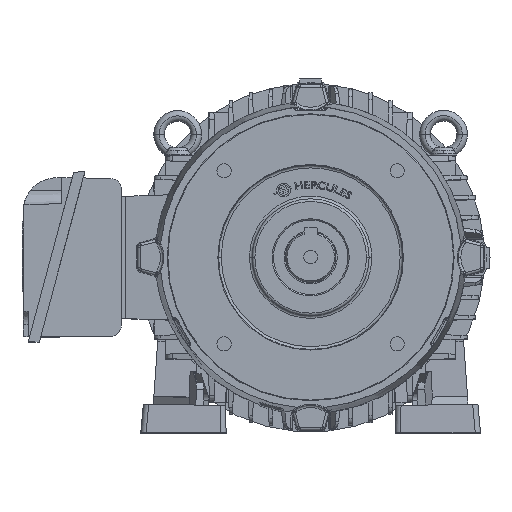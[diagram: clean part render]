
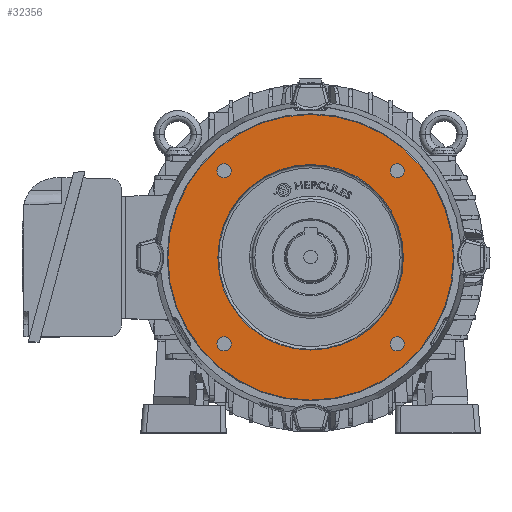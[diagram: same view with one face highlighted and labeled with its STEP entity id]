
A CAD part, top view. The second image highlights one B-rep face of the part: STEP entity #32356.
In plain terms, the highlighted planar face has unit normal (0, 0, 1).
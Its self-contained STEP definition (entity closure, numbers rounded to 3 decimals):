
#809 = DIRECTION ( 'NONE',  ( -1., 0., 0. ) ) ;
#1177 = VERTEX_POINT ( 'NONE', #72790 ) ;
#2031 = EDGE_CURVE ( 'NONE', #31376, #21616, #3908, .T. ) ;
#3908 = CIRCLE ( 'NONE', #34980, 5.358 ) ;
#3934 = CARTESIAN_POINT ( 'NONE',  ( -65.125, 65.125, 62.5 ) ) ;
#5131 = DIRECTION ( 'NONE',  ( 0., 0., -1. ) ) ;
#6048 = CIRCLE ( 'NONE', #51383, 5.358 ) ;
#6302 = DIRECTION ( 'NONE',  ( 0., 0., -1. ) ) ;
#7785 = ORIENTED_EDGE ( 'NONE', *, *, #47135, .T. ) ;
#9866 = DIRECTION ( 'NONE',  ( -1., 0., 0. ) ) ;
#10176 = DIRECTION ( 'NONE',  ( 0., 0., -1. ) ) ;
#12222 = VERTEX_POINT ( 'NONE', #57356 ) ;
#12648 = CARTESIAN_POINT ( 'NONE',  ( 0., 0., 62.5 ) ) ;
#13618 = ORIENTED_EDGE ( 'NONE', *, *, #51884, .T. ) ;
#13757 = CARTESIAN_POINT ( 'NONE',  ( -65.125, -65.125, 62.5 ) ) ;
#15875 = VERTEX_POINT ( 'NONE', #23441 ) ;
#16490 = CIRCLE ( 'NONE', #72168, 5.358 ) ;
#17427 = FACE_BOUND ( 'NONE', #68429, .T. ) ;
#18061 = EDGE_CURVE ( 'NONE', #21616, #31376, #33548, .T. ) ;
#18262 = DIRECTION ( 'NONE',  ( -1., 0., 0. ) ) ;
#18334 = DIRECTION ( 'NONE',  ( 0., 0., 1. ) ) ;
#18858 = DIRECTION ( 'NONE',  ( -1., 0., 0. ) ) ;
#20076 = CIRCLE ( 'NONE', #44684, 69.781 ) ;
#21616 = VERTEX_POINT ( 'NONE', #56694 ) ;
#21999 = AXIS2_PLACEMENT_3D ( 'NONE', #35702, #35293, #18262 ) ;
#23441 = CARTESIAN_POINT ( 'NONE',  ( -59.766, 65.125, 62.5 ) ) ;
#23524 = CARTESIAN_POINT ( 'NONE',  ( -69.781, 0., 62.5 ) ) ;
#23775 = CARTESIAN_POINT ( 'NONE',  ( 0., 0., 62.5 ) ) ;
#24386 = DIRECTION ( 'NONE',  ( -1., 0., 0. ) ) ;
#27970 = ORIENTED_EDGE ( 'NONE', *, *, #34062, .T. ) ;
#29305 = VERTEX_POINT ( 'NONE', #31894 ) ;
#29606 = CARTESIAN_POINT ( 'NONE',  ( 0., 107.95, 62.5 ) ) ;
#30585 = CARTESIAN_POINT ( 'NONE',  ( 65.125, -65.125, 62.5 ) ) ;
#31376 = VERTEX_POINT ( 'NONE', #63931 ) ;
#31679 = CIRCLE ( 'NONE', #42062, 69.781 ) ;
#31894 = CARTESIAN_POINT ( 'NONE',  ( -107.45, 0., 62.5 ) ) ;
#32135 = VERTEX_POINT ( 'NONE', #23524 ) ;
#32356 = ADVANCED_FACE ( 'NONE', ( #78674, #17427, #42179, #54720, #47864, #41775 ), #35680, .F. ) ;
#32633 = CARTESIAN_POINT ( 'NONE',  ( -70.483, 65.125, 62.5 ) ) ;
#32658 = AXIS2_PLACEMENT_3D ( 'NONE', #29606, #54342, #66905 ) ;
#33069 = DIRECTION ( 'NONE',  ( -1., 0., 0. ) ) ;
#33548 = CIRCLE ( 'NONE', #37510, 5.358 ) ;
#34062 = EDGE_CURVE ( 'NONE', #64299, #12222, #36717, .T. ) ;
#34929 = CARTESIAN_POINT ( 'NONE',  ( 70.483, 65.125, 62.5 ) ) ;
#34980 = AXIS2_PLACEMENT_3D ( 'NONE', #13757, #38506, #809 ) ;
#35293 = DIRECTION ( 'NONE',  ( 0., 0., 1. ) ) ;
#35680 = PLANE ( 'NONE',  #32658 ) ;
#35702 = CARTESIAN_POINT ( 'NONE',  ( 0., 0., 62.5 ) ) ;
#36683 = EDGE_LOOP ( 'NONE', ( #71325, #45463 ) ) ;
#36717 = CIRCLE ( 'NONE', #57449, 5.358 ) ;
#36989 = DIRECTION ( 'NONE',  ( -1., 0., 0. ) ) ;
#37510 = AXIS2_PLACEMENT_3D ( 'NONE', #46040, #77634, #33069 ) ;
#38506 = DIRECTION ( 'NONE',  ( 0., 0., -1. ) ) ;
#40591 = EDGE_CURVE ( 'NONE', #63776, #29305, #73590, .T. ) ;
#41353 = AXIS2_PLACEMENT_3D ( 'NONE', #55146, #72173, #61235 ) ;
#41775 = FACE_BOUND ( 'NONE', #76567, .T. ) ;
#42062 = AXIS2_PLACEMENT_3D ( 'NONE', #47077, #10176, #78286 ) ;
#42179 = FACE_BOUND ( 'NONE', #49928, .T. ) ;
#44344 = AXIS2_PLACEMENT_3D ( 'NONE', #60468, #67733, #24386 ) ;
#44684 = AXIS2_PLACEMENT_3D ( 'NONE', #23775, #5131, #55395 ) ;
#45033 = VERTEX_POINT ( 'NONE', #64377 ) ;
#45139 = EDGE_LOOP ( 'NONE', ( #53695, #59889 ) ) ;
#45463 = ORIENTED_EDGE ( 'NONE', *, *, #70927, .T. ) ;
#46040 = CARTESIAN_POINT ( 'NONE',  ( -65.125, -65.125, 62.5 ) ) ;
#46790 = CARTESIAN_POINT ( 'NONE',  ( -65.125, 65.125, 62.5 ) ) ;
#47077 = CARTESIAN_POINT ( 'NONE',  ( 0., 0., 62.5 ) ) ;
#47135 = EDGE_CURVE ( 'NONE', #1177, #32135, #31679, .T. ) ;
#47864 = FACE_BOUND ( 'NONE', #36683, .T. ) ;
#49928 = EDGE_LOOP ( 'NONE', ( #74870, #13618 ) ) ;
#51383 = AXIS2_PLACEMENT_3D ( 'NONE', #3934, #66356, #59871 ) ;
#51884 = EDGE_CURVE ( 'NONE', #15875, #78470, #6048, .T. ) ;
#52073 = DIRECTION ( 'NONE',  ( 0., 0., -1. ) ) ;
#53170 = EDGE_CURVE ( 'NONE', #66729, #45033, #16490, .T. ) ;
#53695 = ORIENTED_EDGE ( 'NONE', *, *, #67564, .T. ) ;
#54342 = DIRECTION ( 'NONE',  ( 0., 0., -1. ) ) ;
#54720 = FACE_BOUND ( 'NONE', #67162, .T. ) ;
#55146 = CARTESIAN_POINT ( 'NONE',  ( 65.125, 65.125, 62.5 ) ) ;
#55395 = DIRECTION ( 'NONE',  ( -1., 0., 0. ) ) ;
#55487 = CARTESIAN_POINT ( 'NONE',  ( 107.45, 0., 62.5 ) ) ;
#56694 = CARTESIAN_POINT ( 'NONE',  ( -59.766, -65.125, 62.5 ) ) ;
#56985 = CIRCLE ( 'NONE', #21999, 107.45 ) ;
#57356 = CARTESIAN_POINT ( 'NONE',  ( 59.766, 65.125, 62.5 ) ) ;
#57449 = AXIS2_PLACEMENT_3D ( 'NONE', #68696, #6302, #18858 ) ;
#59871 = DIRECTION ( 'NONE',  ( -1., 0., 0. ) ) ;
#59889 = ORIENTED_EDGE ( 'NONE', *, *, #40591, .T. ) ;
#60468 = CARTESIAN_POINT ( 'NONE',  ( 65.125, -65.125, 62.5 ) ) ;
#61235 = DIRECTION ( 'NONE',  ( -1., 0., 0. ) ) ;
#62833 = CARTESIAN_POINT ( 'NONE',  ( 59.766, -65.125, 62.5 ) ) ;
#63776 = VERTEX_POINT ( 'NONE', #55487 ) ;
#63931 = CARTESIAN_POINT ( 'NONE',  ( -70.483, -65.125, 62.5 ) ) ;
#64299 = VERTEX_POINT ( 'NONE', #34929 ) ;
#64377 = CARTESIAN_POINT ( 'NONE',  ( 70.483, -65.125, 62.5 ) ) ;
#65042 = CIRCLE ( 'NONE', #44344, 5.358 ) ;
#65282 = ORIENTED_EDGE ( 'NONE', *, *, #2031, .T. ) ;
#66356 = DIRECTION ( 'NONE',  ( 0., 0., -1. ) ) ;
#66615 = EDGE_CURVE ( 'NONE', #12222, #64299, #80189, .T. ) ;
#66729 = VERTEX_POINT ( 'NONE', #62833 ) ;
#66905 = DIRECTION ( 'NONE',  ( -1., 0., 0. ) ) ;
#67162 = EDGE_LOOP ( 'NONE', ( #65282, #73182 ) ) ;
#67564 = EDGE_CURVE ( 'NONE', #29305, #63776, #56985, .T. ) ;
#67733 = DIRECTION ( 'NONE',  ( 0., 0., -1. ) ) ;
#68429 = EDGE_LOOP ( 'NONE', ( #78639, #27970 ) ) ;
#68540 = ORIENTED_EDGE ( 'NONE', *, *, #76530, .T. ) ;
#68696 = CARTESIAN_POINT ( 'NONE',  ( 65.125, 65.125, 62.5 ) ) ;
#69042 = DIRECTION ( 'NONE',  ( 0., 0., -1. ) ) ;
#69355 = EDGE_CURVE ( 'NONE', #78470, #15875, #79137, .T. ) ;
#70927 = EDGE_CURVE ( 'NONE', #45033, #66729, #65042, .T. ) ;
#71325 = ORIENTED_EDGE ( 'NONE', *, *, #53170, .T. ) ;
#72168 = AXIS2_PLACEMENT_3D ( 'NONE', #30585, #69042, #80062 ) ;
#72173 = DIRECTION ( 'NONE',  ( 0., 0., -1. ) ) ;
#72790 = CARTESIAN_POINT ( 'NONE',  ( 69.781, 0., 62.5 ) ) ;
#73182 = ORIENTED_EDGE ( 'NONE', *, *, #18061, .T. ) ;
#73590 = CIRCLE ( 'NONE', #78801, 107.45 ) ;
#74870 = ORIENTED_EDGE ( 'NONE', *, *, #69355, .T. ) ;
#76519 = AXIS2_PLACEMENT_3D ( 'NONE', #46790, #52073, #9866 ) ;
#76530 = EDGE_CURVE ( 'NONE', #32135, #1177, #20076, .T. ) ;
#76567 = EDGE_LOOP ( 'NONE', ( #7785, #68540 ) ) ;
#77634 = DIRECTION ( 'NONE',  ( 0., 0., -1. ) ) ;
#78286 = DIRECTION ( 'NONE',  ( -1., 0., 0. ) ) ;
#78470 = VERTEX_POINT ( 'NONE', #32633 ) ;
#78639 = ORIENTED_EDGE ( 'NONE', *, *, #66615, .T. ) ;
#78674 = FACE_OUTER_BOUND ( 'NONE', #45139, .T. ) ;
#78801 = AXIS2_PLACEMENT_3D ( 'NONE', #12648, #18334, #36989 ) ;
#79137 = CIRCLE ( 'NONE', #76519, 5.358 ) ;
#80062 = DIRECTION ( 'NONE',  ( -1., 0., 0. ) ) ;
#80189 = CIRCLE ( 'NONE', #41353, 5.358 ) ;
